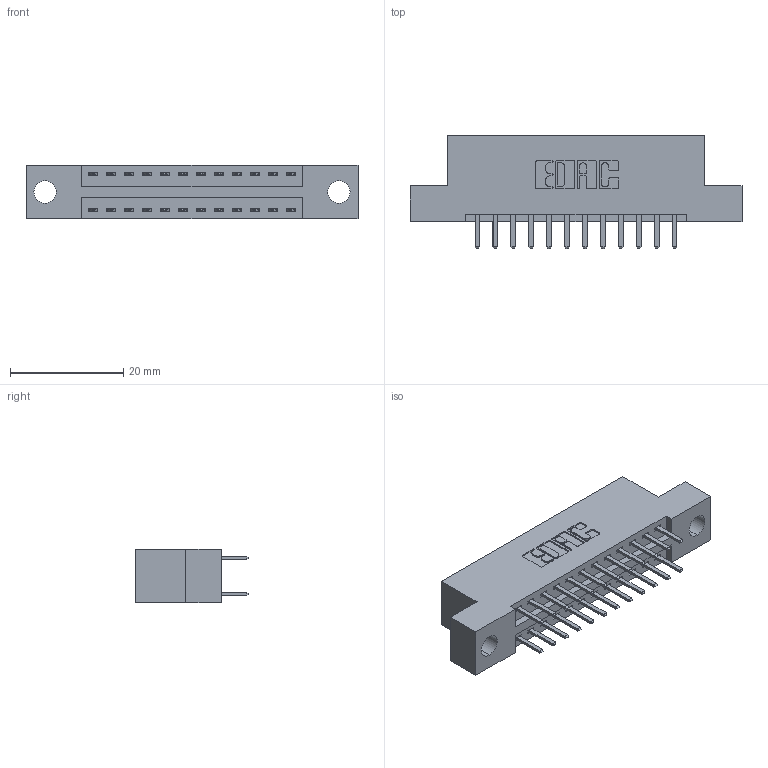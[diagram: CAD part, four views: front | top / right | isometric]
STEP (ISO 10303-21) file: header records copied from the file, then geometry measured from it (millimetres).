
FILE_DESCRIPTION (( 'STEP AP203' ), '1' );
FILE_NAME ('396-024-520-204.STEP', '2019-10-30T04:03:31', ( '' ), ( '' ), 'SwSTEP 2.0', 'SolidWorks 2016', '' );
FILE_SCHEMA (( 'CONFIG_CONTROL_DESIGN' ));
Length unit declared in the file: inch
Products named in the file (3): 396-024-520-204; 345-292-001_345-293-120; 346 Part_Flush Mounting Lugs - 0.156 Dia-TH
Assembly tree (25 placements, depth 2):
  396-024-520-204
    346 Part_Flush Mounting Lugs - 0.156 Dia-TH
    345-292-001_345-293-120  x24
Bounding box: 58.67 x 20.02 x 9.4 mm (x, y, z)
Volume: 5390 mm3; surface area: 6726.1 mm2
Topology: 25 solids, 25 shells, 1466 faces, 4241 edges, 2762 vertices
Faces by surface type: plane 964, cylinder 502
Entity records: 11987 total; most frequent: CARTESIAN_POINT 2028, ORIENTED_EDGE 1950, DIRECTION 1827, EDGE_CURVE 975, LINE 791, VECTOR 791, VERTEX_POINT 646, AXIS2_PLACEMENT_3D 518
